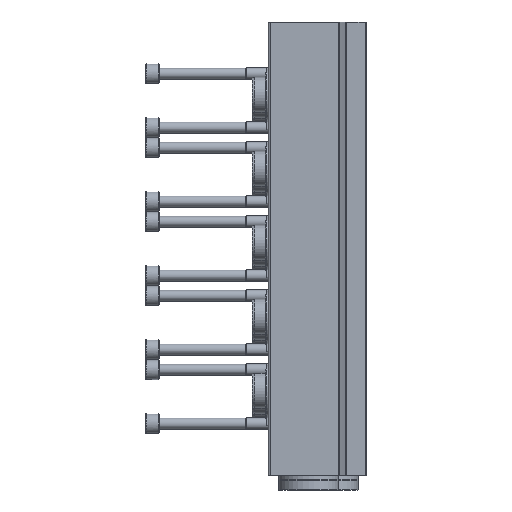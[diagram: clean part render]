
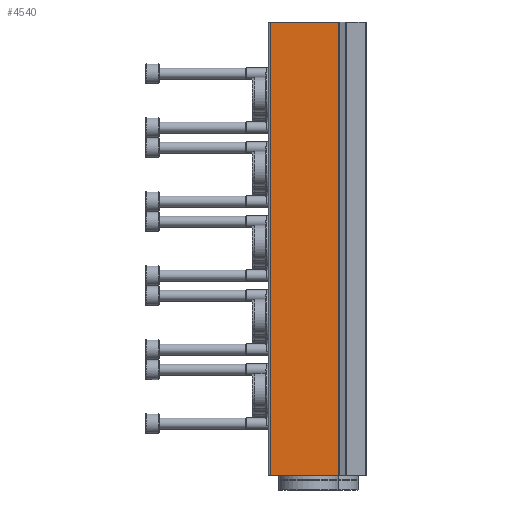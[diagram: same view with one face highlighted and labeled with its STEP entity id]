
A CAD part, left-side view. The second image highlights one B-rep face of the part: STEP entity #4540.
In plain terms, the highlighted planar face has unit normal (-1, 0, 0).
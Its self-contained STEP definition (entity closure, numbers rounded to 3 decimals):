
#180=PLANE('',#4897);
#638=ORIENTED_EDGE('',*,*,#1828,.F.);
#639=ORIENTED_EDGE('',*,*,#1827,.F.);
#640=ORIENTED_EDGE('',*,*,#1829,.T.);
#641=ORIENTED_EDGE('',*,*,#1830,.T.);
#1827=EDGE_CURVE('',#2422,#2420,#2857,.T.);
#1828=EDGE_CURVE('',#2420,#2423,#2858,.T.);
#1829=EDGE_CURVE('',#2422,#2424,#2859,.T.);
#1830=EDGE_CURVE('',#2424,#2423,#2860,.T.);
#2420=VERTEX_POINT('',#7287);
#2422=VERTEX_POINT('',#7291);
#2423=VERTEX_POINT('',#7295);
#2424=VERTEX_POINT('',#7297);
#2857=LINE('',#7292,#3148);
#2858=LINE('',#7294,#3149);
#2859=LINE('',#7296,#3150);
#2860=LINE('',#7298,#3151);
#3148=VECTOR('',#5512,1000.);
#3149=VECTOR('',#5515,1000.);
#3150=VECTOR('',#5516,1000.);
#3151=VECTOR('',#5517,1000.);
#3455=EDGE_LOOP('',(#638,#639,#640,#641));
#3946=FACE_BOUND('',#3455,.T.);
#4540=ADVANCED_FACE('',(#3946),#180,.T.);
#4897=AXIS2_PLACEMENT_3D('',#7293,#5513,#5514);
#5512=DIRECTION('',(0.,0.,1.));
#5513=DIRECTION('',(-1.,0.,0.));
#5514=DIRECTION('',(0.,0.,1.));
#5515=DIRECTION('',(0.,-1.,0.));
#5516=DIRECTION('',(0.,-1.,0.));
#5517=DIRECTION('',(0.,0.,1.));
#7287=CARTESIAN_POINT('',(-47.,41.5,0.));
#7291=CARTESIAN_POINT('',(-47.,41.5,-196.));
#7292=CARTESIAN_POINT('',(-47.,41.5,-196.));
#7293=CARTESIAN_POINT('',(-47.,41.5,-196.));
#7294=CARTESIAN_POINT('',(-47.,41.5,0.));
#7295=CARTESIAN_POINT('',(-47.,11.858,0.));
#7296=CARTESIAN_POINT('',(-47.,41.5,-196.));
#7297=CARTESIAN_POINT('',(-47.,11.858,-196.));
#7298=CARTESIAN_POINT('',(-47.,11.858,-196.));
